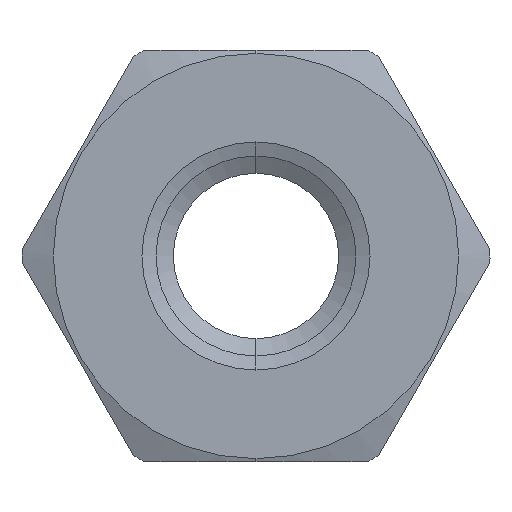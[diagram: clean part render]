
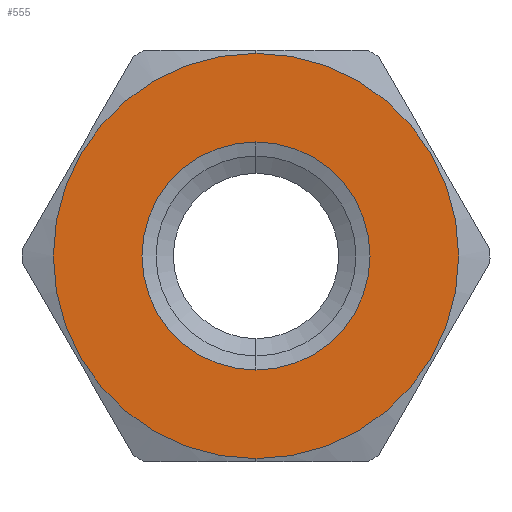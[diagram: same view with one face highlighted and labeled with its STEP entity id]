
A CAD part, front view. The second image highlights one B-rep face of the part: STEP entity #555.
In plain terms, the highlighted planar face has unit normal (0, -1, 0).
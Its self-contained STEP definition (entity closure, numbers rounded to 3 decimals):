
#40 = AXIS2_PLACEMENT_3D ( 'NONE', #1419, #666, #134 ) ;
#122 = CIRCLE ( 'NONE', #131, 2.462 ) ;
#131 = AXIS2_PLACEMENT_3D ( 'NONE', #891, #889, #883 ) ;
#134 = DIRECTION ( 'NONE',  ( 0., 0., -1. ) ) ;
#178 = AXIS2_PLACEMENT_3D ( 'NONE', #771, #630, #627 ) ;
#202 = EDGE_CURVE ( 'NONE', #926, #933, #790, .T. ) ;
#277 = CARTESIAN_POINT ( 'NONE',  ( 0., -2., 0. ) ) ;
#403 = CIRCLE ( 'NONE', #178, 2.462 ) ;
#414 = CIRCLE ( 'NONE', #40, 1.385 ) ;
#457 = CARTESIAN_POINT ( 'NONE',  ( 0., -2., 1.385 ) ) ;
#503 = CARTESIAN_POINT ( 'NONE',  ( 2.492, -2., -2.492 ) ) ;
#532 = DIRECTION ( 'NONE',  ( -1., 0., 0. ) ) ;
#555 = ADVANCED_FACE ( 'NONE', ( #599, #586 ), #1385, .F. ) ;
#586 = FACE_OUTER_BOUND ( 'NONE', #1161, .T. ) ;
#599 = FACE_BOUND ( 'NONE', #998, .T. ) ;
#627 = DIRECTION ( 'NONE',  ( 0., 0., 1. ) ) ;
#630 = DIRECTION ( 'NONE',  ( 0., -1., 0. ) ) ;
#661 = ORIENTED_EDGE ( 'NONE', *, *, #762, .F. ) ;
#666 = DIRECTION ( 'NONE',  ( 0., -1., 0. ) ) ;
#693 = CARTESIAN_POINT ( 'NONE',  ( 0., -2., -2.462 ) ) ;
#758 = CARTESIAN_POINT ( 'NONE',  ( 0., -2., 2.462 ) ) ;
#762 = EDGE_CURVE ( 'NONE', #933, #926, #414, .T. ) ;
#771 = CARTESIAN_POINT ( 'NONE',  ( 0., -2., 0. ) ) ;
#790 = CIRCLE ( 'NONE', #1082, 1.385 ) ;
#811 = EDGE_CURVE ( 'NONE', #1026, #1002, #403, .T. ) ;
#831 = ORIENTED_EDGE ( 'NONE', *, *, #1443, .T. ) ;
#883 = DIRECTION ( 'NONE',  ( 0., 0., 1. ) ) ;
#889 = DIRECTION ( 'NONE',  ( 0., -1., 0. ) ) ;
#891 = CARTESIAN_POINT ( 'NONE',  ( 0., -2., 0. ) ) ;
#926 = VERTEX_POINT ( 'NONE', #457 ) ;
#933 = VERTEX_POINT ( 'NONE', #1513 ) ;
#998 = EDGE_LOOP ( 'NONE', ( #661, #1295 ) ) ;
#1002 = VERTEX_POINT ( 'NONE', #693 ) ;
#1026 = VERTEX_POINT ( 'NONE', #758 ) ;
#1082 = AXIS2_PLACEMENT_3D ( 'NONE', #277, #1424, #1574 ) ;
#1113 = DIRECTION ( 'NONE',  ( 0., 1., 0. ) ) ;
#1115 = AXIS2_PLACEMENT_3D ( 'NONE', #503, #1113, #532 ) ;
#1161 = EDGE_LOOP ( 'NONE', ( #1355, #831 ) ) ;
#1295 = ORIENTED_EDGE ( 'NONE', *, *, #202, .F. ) ;
#1355 = ORIENTED_EDGE ( 'NONE', *, *, #811, .T. ) ;
#1385 = PLANE ( 'NONE',  #1115 ) ;
#1419 = CARTESIAN_POINT ( 'NONE',  ( 0., -2., 0. ) ) ;
#1424 = DIRECTION ( 'NONE',  ( 0., -1., 0. ) ) ;
#1443 = EDGE_CURVE ( 'NONE', #1002, #1026, #122, .T. ) ;
#1513 = CARTESIAN_POINT ( 'NONE',  ( 0., -2., -1.385 ) ) ;
#1574 = DIRECTION ( 'NONE',  ( 0., 0., -1. ) ) ;
